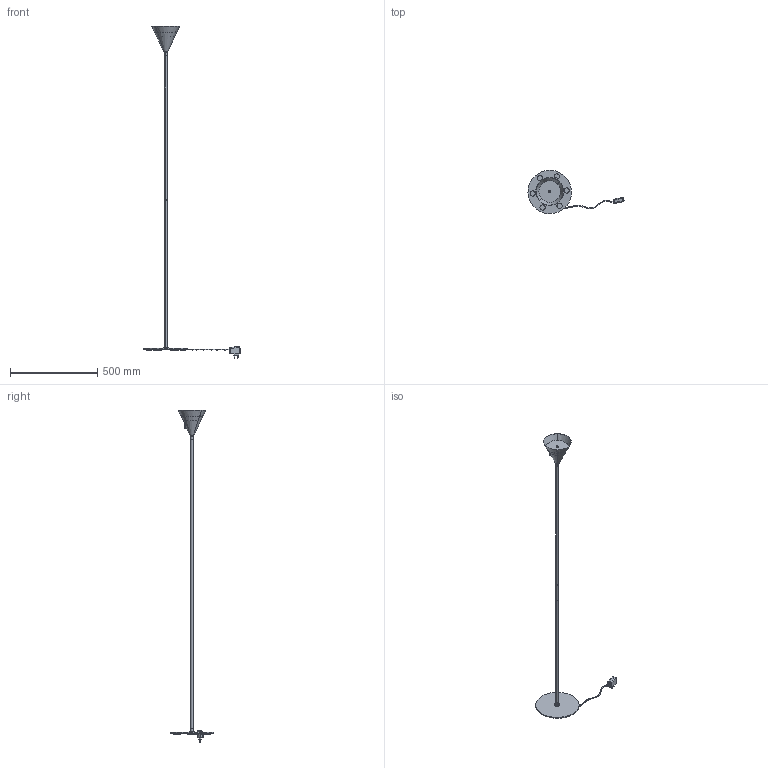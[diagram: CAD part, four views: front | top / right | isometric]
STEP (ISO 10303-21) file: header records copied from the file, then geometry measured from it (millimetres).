
FILE_DESCRIPTION (( 'STEP AP214' ), '1' );
FILE_NAME ('CONO_150_TERRA.STEP', '2020-08-12T10:11:58', ( '' ), ( '' ), 'SwSTEP 2.0', 'SolidWorks 2014', '' );
FILE_SCHEMA (( 'AUTOMOTIVE_DESIGN' ));
Length unit declared in the file: millimetre
Products named in the file (52): guaina_termo_d10_100mm; 049FXS_003; 048PXS_007; TIGE_FILETTATA_M8X1; 049FXS_004; capocorda occh d 3; 048PXS_009; rondella dentellata d 3; 050FXS_001; CG100_ASSIEME_BASE_250; EMC_driver_18W_spina_con_cavo; 050FXS_010; 050FXS_009; 050FXS_008; 004TM_010; 049FXS_001; dado basso M13X1_sp4; 048PXS_005; 050FXS_011; vite tc m3x6 croce; 048PXS_004; 049FXS_002; rondella dentellata d 13 int; CONO_150_TERRA
Assembly tree (29 placements, depth 3):
  guaina_termo_d10_100mm
  049FXS_003
  TIGE_FILETTATA_M8X1
  049FXS_004
  capocorda occh d 3
Bounding box: 551.63 x 249.75 x 1907.25 mm (x, y, z)
Volume: 679391.4 mm3; surface area: 452817.3 mm2
Topology: 28 solids, 28 shells, 1191 faces, 2889 edges, 1887 vertices
Faces by surface type: plane 895, cylinder 180, cone 65, torus 44, sphere 4, bspline 3
Entity records: 35596 total; most frequent: CARTESIAN_POINT 6700, ORIENTED_EDGE 5650, DIRECTION 5486, EDGE_CURVE 2825, VECTOR 2192, LINE 2192, VERTEX_POINT 1847, AXIS2_PLACEMENT_3D 1647
